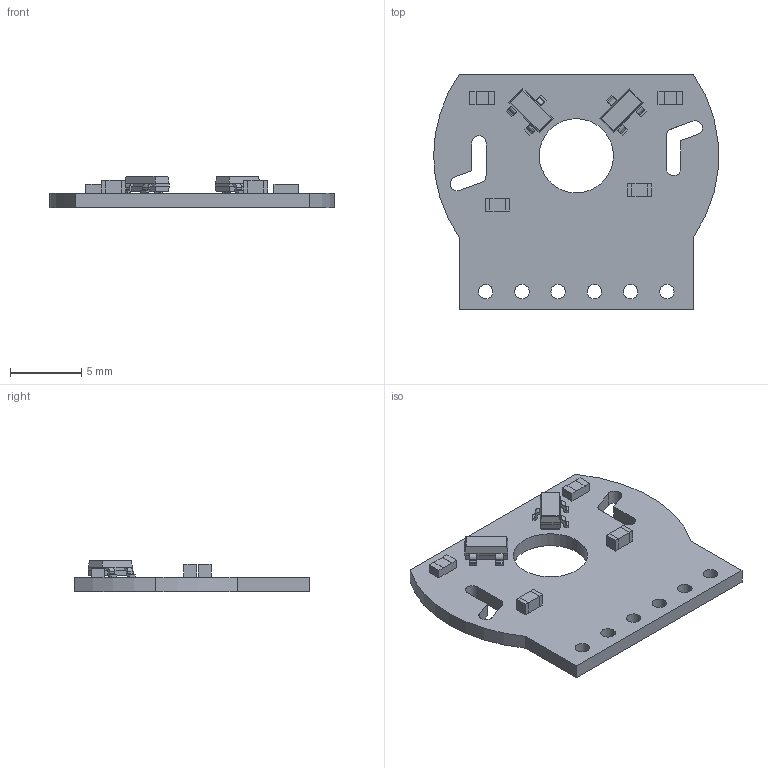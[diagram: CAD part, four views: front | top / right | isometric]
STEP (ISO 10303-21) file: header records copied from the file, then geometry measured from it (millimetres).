
FILE_DESCRIPTION (( 'STEP AP214' ), '1' );
FILE_NAME ('hall-effect-encoder-for-mini-plastic-and-20D-gearmotors.step', '2016-06-28T21:11:32', ( '' ), ( '' ), 'SwSTEP 2.0', 'SolidWorks 2016', '' );
FILE_SCHEMA (( 'AUTOMOTIVE_DESIGN' ));
Length unit declared in the file: millimetre
Products named in the file (1): hall-effect-encoder-for-mini-plastic-and-20D-gearmotors
Bounding box: 19.96 x 16.51 x 2.22 mm (x, y, z)
Volume: 281.7 mm3; surface area: 710.7 mm2
Topology: 1 solids, 1 shells, 566 faces, 1510 edges, 986 vertices
Faces by surface type: plane 351, bspline 149, cylinder 66
Entity records: 28928 total; most frequent: CARTESIAN_POINT 9512, ORIENTED_EDGE 3020, DIRECTION 2132, EDGE_CURVE 1510, LINE 1096, VECTOR 1096, VERTEX_POINT 986, EDGE_LOOP 632
